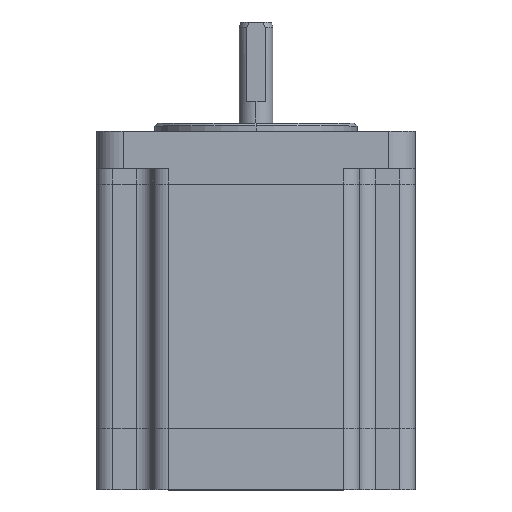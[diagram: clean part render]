
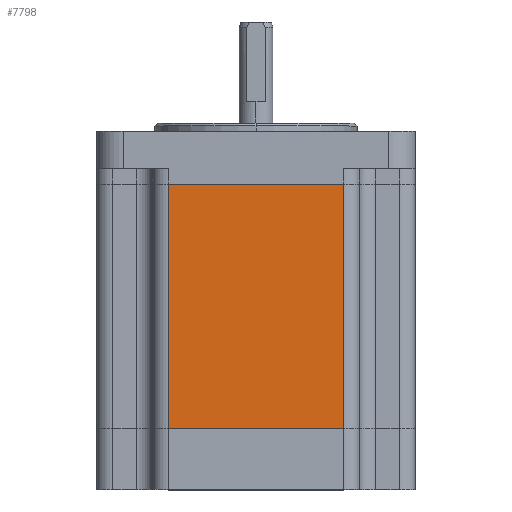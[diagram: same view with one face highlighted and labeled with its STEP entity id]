
A CAD part, top view. The second image highlights one B-rep face of the part: STEP entity #7798.
In plain terms, the highlighted planar face has unit normal (0, 0, 1).
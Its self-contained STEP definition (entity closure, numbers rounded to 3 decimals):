
#805 = VERTEX_POINT ( 'NONE', #1995 ) ;
#807 = VERTEX_POINT ( 'NONE', #1996 ) ;
#827 = VERTEX_POINT ( 'NONE', #2007 ) ;
#829 = VERTEX_POINT ( 'NONE', #2008 ) ;
#1174 = ORIENTED_EDGE ( 'NONE', *, *, #8026, .T. ) ;
#1175 = ORIENTED_EDGE ( 'NONE', *, *, #7875, .F. ) ;
#1177 = ORIENTED_EDGE ( 'NONE', *, *, #8024, .T. ) ;
#1179 = ORIENTED_EDGE ( 'NONE', *, *, #8029, .T. ) ;
#1181 = EDGE_LOOP ( 'NONE', ( #1174, #1177, #1175, #1179 ) ) ;
#1995 = CARTESIAN_POINT ( 'NONE',  ( 1.15, 57.49, 47.65 ) ) ;
#1996 = CARTESIAN_POINT ( 'NONE',  ( 34.15, 57.49, 47.65 ) ) ;
#2007 = CARTESIAN_POINT ( 'NONE',  ( 1.15, 11.51, 47.65 ) ) ;
#2008 = CARTESIAN_POINT ( 'NONE',  ( 34.15, 11.51, 47.65 ) ) ;
#4403 = PLANE ( 'NONE',  #4845 ) ;
#4404 = CARTESIAN_POINT ( 'NONE',  ( -10.296, 67.5, 47.65 ) ) ;
#4405 = DIRECTION ( 'NONE',  ( 0., 0., -1. ) ) ;
#4406 = DIRECTION ( 'NONE',  ( -1., 0., 0. ) ) ;
#4839 = FACE_OUTER_BOUND ( 'NONE', #1181, .T. ) ;
#4845 = AXIS2_PLACEMENT_3D ( 'NONE', #4404, #4405, #4406 ) ;
#5460 = LINE ( 'NONE', #5461, #11574 ) ;
#5461 = CARTESIAN_POINT ( 'NONE',  ( 34.15, 67.5, 47.65 ) ) ;
#5462 = DIRECTION ( 'NONE',  ( 0., 1., 0. ) ) ;
#5475 = LINE ( 'NONE', #5476, #11581 ) ;
#5476 = CARTESIAN_POINT ( 'NONE',  ( -10.296, 11.51, 47.65 ) ) ;
#5477 = DIRECTION ( 'NONE',  ( 1., 0., 0. ) ) ;
#5502 = LINE ( 'NONE', #5503, #11594 ) ;
#5503 = CARTESIAN_POINT ( 'NONE',  ( 1.15, 67.5, 47.65 ) ) ;
#5504 = DIRECTION ( 'NONE',  ( 0., -1., 0. ) ) ;
#5891 = LINE ( 'NONE', #5892, #9777 ) ;
#5892 = CARTESIAN_POINT ( 'NONE',  ( -10.296, 57.49, 47.65 ) ) ;
#5893 = DIRECTION ( 'NONE',  ( 1., 0., 0. ) ) ;
#7798 = ADVANCED_FACE ( 'NONE', ( #4839 ), #4403, .F. ) ;
#7875 = EDGE_CURVE ( 'NONE', #805, #807, #5891, .T. ) ;
#8024 = EDGE_CURVE ( 'NONE', #829, #807, #5460, .T. ) ;
#8026 = EDGE_CURVE ( 'NONE', #827, #829, #5475, .T. ) ;
#8029 = EDGE_CURVE ( 'NONE', #805, #827, #5502, .T. ) ;
#9777 = VECTOR ( 'NONE', #5893, 1000. ) ;
#11574 = VECTOR ( 'NONE', #5462, 1000. ) ;
#11581 = VECTOR ( 'NONE', #5477, 1000. ) ;
#11594 = VECTOR ( 'NONE', #5504, 1000. ) ;
